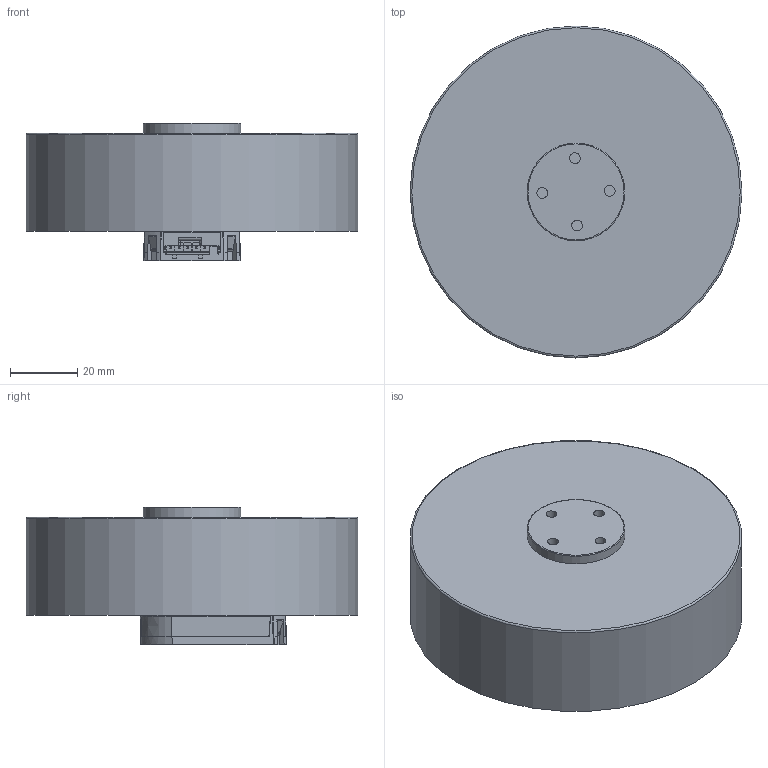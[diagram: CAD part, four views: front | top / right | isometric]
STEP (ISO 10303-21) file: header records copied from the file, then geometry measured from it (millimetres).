
FILE_DESCRIPTION(/* description */ (''),/* implementation_level */ '2;1');
FILE_NAME(/* name */ 'motor v1.step',/* time_stamp */ '2021-10-26T13:28:32-05:00',/* author */ (''),/* organization */ (''),/* preprocessor_version */ 'ST-DEVELOPER v18.1',/* originating_system */ 'Autodesk Translation Framework v10.10.0.1391',/* authorisation */ '');
FILE_SCHEMA (('AUTOMOTIVE_DESIGN { 1 0 10303 214 3 1 1 }'));
Products named in the file (19): motor; motor_base; output_face; amt102-v; amt102-v_01; amt102-v_02; amt102-v_03; amt102-v_04; amt102-v_05; amt102-v_06; amt102-v_07; amt102-v_08; amt102-v_09; amt102-v_10; amt102-v_11; amt102-v_12; amt102-v_13; amt102-v_14; amt102-v_15
Assembly tree (18 placements, depth 3):
  motor
    motor_base
    output_face
    amt102-v
      amt102-v_01
      amt102-v_02
      amt102-v_03
      amt102-v_04
      amt102-v_05
      amt102-v_06
      amt102-v_07
      amt102-v_08
      amt102-v_09
      amt102-v_10
      amt102-v_11
      amt102-v_12
      amt102-v_13
      amt102-v_14
      amt102-v_15
Bounding box: 98.5 x 98.5 x 40.87 mm (x, y, z)
Volume: 229359.6 mm3; surface area: 38415.9 mm2
Topology: 17 solids, 17 shells, 1530 faces, 4133 edges, 2695 vertices
Faces by surface type: plane 1009, cylinder 249, cone 159, bspline 84, torus 17, sphere 12
Full cylindrical faces by diameter (mm): 0.66 x2, 1 x3, 1.05 x5, 1.5 x4, 1.6 x4, 1.674 x16, 1.7 x2, 2.1 x4, 2.3 x2, 2.7 x3, 2.87 x2, 2.95 x2, 3.2 x4, 4 x4, 4.1 x2, 5.6 x2, 10.5 x1, 11.8 x1, 12.6 x1, 13 x1, 13.02 x1, 13.4 x1, 14.5 x1, 14.8 x1, 15.3 x1, 17.3 x1, 18 x1, 18.6 x1, 19.6 x1, 20 x1
Entity records: 56305 total; most frequent: CARTESIAN_POINT 16399, ORIENTED_EDGE 8262, DIRECTION 7606, EDGE_CURVE 4131, LINE 2766, VECTOR 2766, VERTEX_POINT 2695, AXIS2_PLACEMENT_3D 2420
